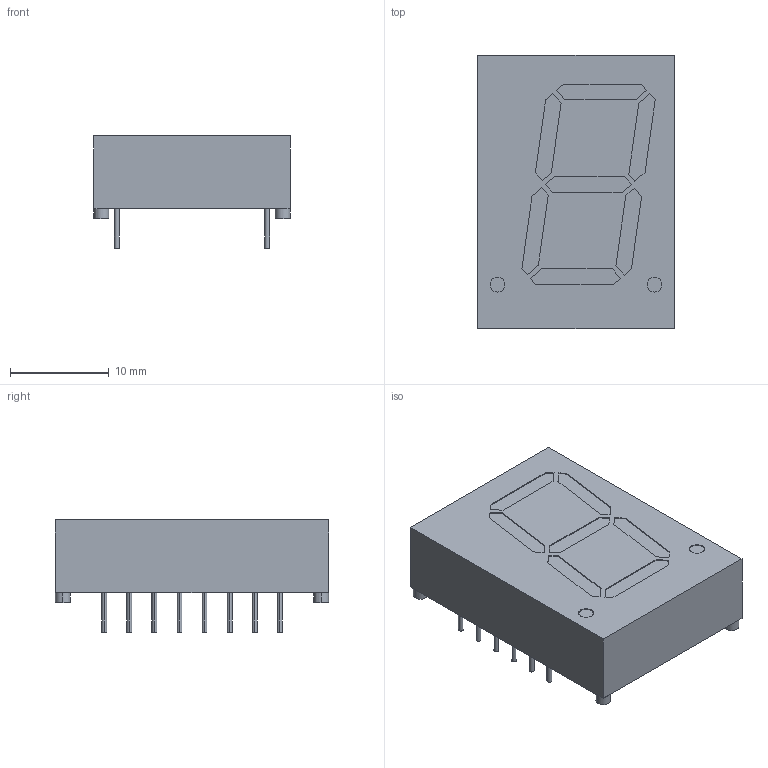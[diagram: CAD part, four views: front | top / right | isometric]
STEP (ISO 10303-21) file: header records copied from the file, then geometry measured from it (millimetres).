
FILE_DESCRIPTION (( 'STEP AP214' ), '1' );
FILE_NAME ('LTS3401VE.STEP', '2018-10-17T17:15:03', ( 'AVRASM1234' ), ( '' ), 'SwSTEP 2.0', 'SolidWorks 2017', '' );
FILE_SCHEMA (( 'AUTOMOTIVE_DESIGN' ));
Length unit declared in the file: millimetre
Products named in the file (1): LTS3401VE
Bounding box: 19.9 x 27.69 x 11.38 mm (x, y, z)
Volume: 4074.4 mm3; surface area: 1919.4 mm2
Topology: 1 solids, 1 shells, 116 faces, 264 edges, 172 vertices
Faces by surface type: plane 78, cylinder 38
Entity records: 3726 total; most frequent: DIRECTION 578, CARTESIAN_POINT 553, ORIENTED_EDGE 528, EDGE_CURVE 264, AXIS2_PLACEMENT_3D 197, VECTOR 184, LINE 184, VERTEX_POINT 172
